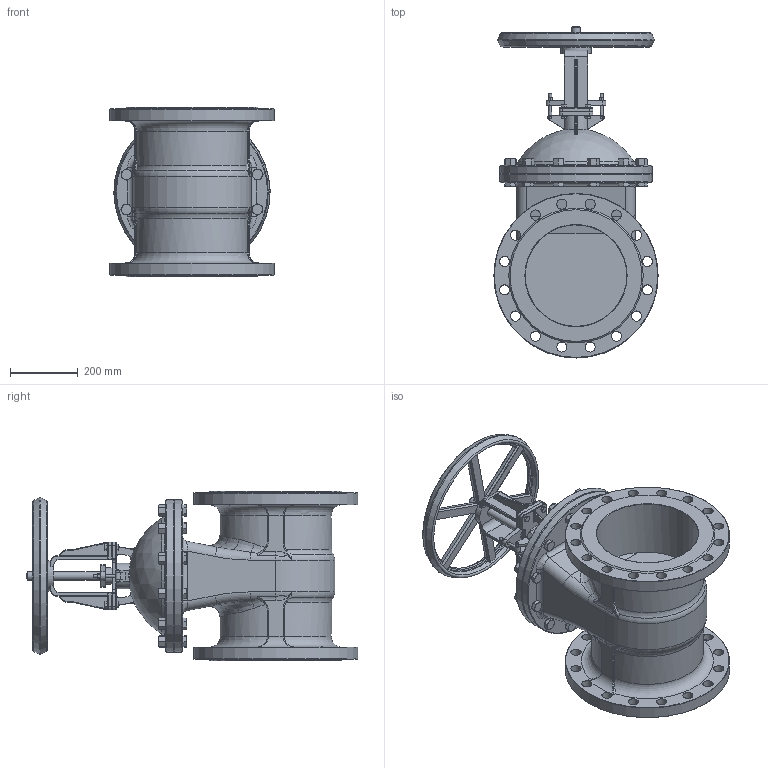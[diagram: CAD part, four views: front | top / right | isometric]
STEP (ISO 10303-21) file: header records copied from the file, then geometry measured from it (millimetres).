
FILE_DESCRIPTION(/* description */ (''),/* implementation_level */ '2;1');
FILE_NAME(/* name */ 'DN300_3D_STEP.stp',/* time_stamp */ '2025-09-20T01:48:30+03:00',/* author */ ('igorr'),/* organization */ (''),/* preprocessor_version */ 'ST-DEVELOPER v20',/* originating_system */ 'Autodesk Inventor 2025',/* authorisation */ '');
FILE_SCHEMA (('AUTOMOTIVE_DESIGN { 1 0 10303 214 3 1 1 }'));
Length unit declared in the file: millimetre
Products named in the file (8): Сборка; Деталь1; Деталь2; AS 1110 - M10 x 35; ANSI B18.2.4.2M - M10x1,5; ANSI B18.2.4.2M - M8x1,25; ANSI B18.2.4.2M - M20x2,5; AS 1110 - M20 x 70
Assembly tree (36 placements, depth 2):
  Сборка
    Деталь1
    Деталь2
    AS 1110 - M10 x 35  x4
    ANSI B18.2.4.2M - M10x1,5  x4
    ANSI B18.2.4.2M - M8x1,25  x2
    ANSI B18.2.4.2M - M20x2,5  x12
    AS 1110 - M20 x 70  x12
Bounding box: 485 x 979.75 x 500 mm (x, y, z)
Volume: 52792363.5 mm3; surface area: 2688061.8 mm2
Topology: 40 solids, 40 shells, 1456 faces, 3487 edges, 2133 vertices
Faces by surface type: plane 614, cone 323, cylinder 305, bspline 120, torus 89, sphere 5
Full cylindrical faces by diameter (mm): 6.647 x2, 7 x4, 8 x4, 8.376 x4, 10 x4, 12 x12, 15 x2, 16 x4, 17.294 x12, 20 x36, 25 x2, 27.9 x12, 30 x46, 50 x3, 60 x2, 75 x1, 89.009 x1, 300 x2, 350 x1, 450 x2, 485 x2
Entity records: 32921 total; most frequent: CARTESIAN_POINT 12061, ORIENTED_EDGE 4220, DIRECTION 4021, EDGE_CURVE 2110, AXIS2_PLACEMENT_3D 1613, VERTEX_POINT 1321, EDGE_LOOP 985, FACE_OUTER_BOUND 819
